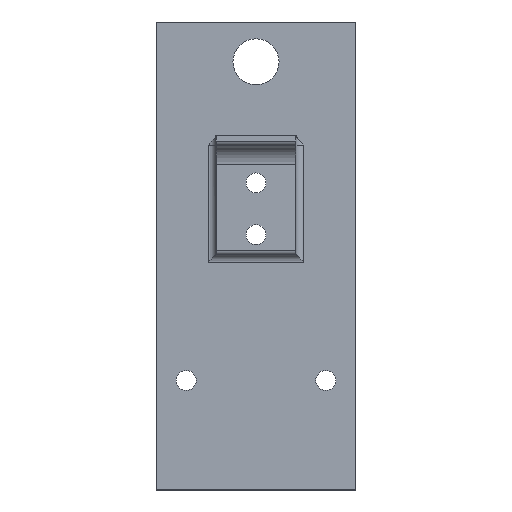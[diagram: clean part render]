
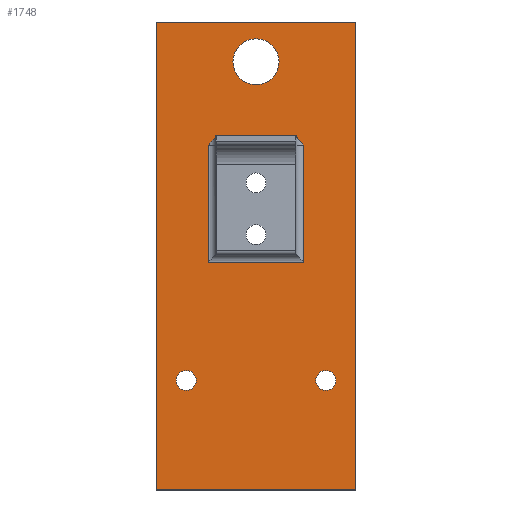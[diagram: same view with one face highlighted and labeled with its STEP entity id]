
A CAD part, left-side view. The second image highlights one B-rep face of the part: STEP entity #1748.
In plain terms, the highlighted planar face has unit normal (-1, 0, 0).
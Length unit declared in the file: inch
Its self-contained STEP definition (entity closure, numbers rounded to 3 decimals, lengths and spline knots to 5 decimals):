
#72 = CARTESIAN_POINT ( 'NONE',  ( -6., -0.375, 1.375 ) ) ;
#106 = CARTESIAN_POINT ( 'NONE',  ( -6., -1.85, 0. ) ) ;
#118 = ORIENTED_EDGE ( 'NONE', *, *, #1181, .T. ) ;
#123 = EDGE_CURVE ( 'NONE', #2724, #3368, #1468, .T. ) ;
#186 = ORIENTED_EDGE ( 'NONE', *, *, #617, .T. ) ;
#269 = EDGE_LOOP ( 'NONE', ( #2935, #1059 ) ) ;
#294 = CARTESIAN_POINT ( 'NONE',  ( -6., 0., 0. ) ) ;
#322 = LINE ( 'NONE', #2794, #1010 ) ;
#327 = VERTEX_POINT ( 'NONE', #2598 ) ;
#396 = ORIENTED_EDGE ( 'NONE', *, *, #3298, .F. ) ;
#425 = PLANE ( 'NONE',  #660 ) ;
#426 = CIRCLE ( 'NONE', #1534, 0.28905 ) ;
#430 = DIRECTION ( 'NONE',  ( 0., 0., -1. ) ) ;
#438 = CIRCLE ( 'NONE', #555, 0.125 ) ;
#451 = ORIENTED_EDGE ( 'NONE', *, *, #3528, .F. ) ;
#478 = FACE_BOUND ( 'NONE', #1110, .T. ) ;
#505 = DIRECTION ( 'NONE',  ( 0., 0., 1. ) ) ;
#530 = CARTESIAN_POINT ( 'NONE',  ( -6., -0.375, 1.25 ) ) ;
#533 = DIRECTION ( 'NONE',  ( 0., 0., 1. ) ) ;
#541 = CARTESIAN_POINT ( 'NONE',  ( -6., -1.25, 5.375 ) ) ;
#555 = AXIS2_PLACEMENT_3D ( 'NONE', #2686, #2979, #505 ) ;
#617 = EDGE_CURVE ( 'NONE', #327, #924, #3444, .T. ) ;
#637 = ORIENTED_EDGE ( 'NONE', *, *, #732, .T. ) ;
#646 = VERTEX_POINT ( 'NONE', #946 ) ;
#655 = ORIENTED_EDGE ( 'NONE', *, *, #1079, .T. ) ;
#660 = AXIS2_PLACEMENT_3D ( 'NONE', #1028, #771, #2117 ) ;
#714 = FACE_OUTER_BOUND ( 'NONE', #719, .T. ) ;
#719 = EDGE_LOOP ( 'NONE', ( #3285, #3240, #3330, #655 ) ) ;
#732 = EDGE_CURVE ( 'NONE', #2245, #2523, #775, .T. ) ;
#739 = DIRECTION ( 'NONE',  ( 0., 0., 1. ) ) ;
#771 = DIRECTION ( 'NONE',  ( -1., 0., 0. ) ) ;
#775 = LINE ( 'NONE', #1884, #2054 ) ;
#892 = ORIENTED_EDGE ( 'NONE', *, *, #123, .F. ) ;
#916 = CARTESIAN_POINT ( 'NONE',  ( -6., -0.65, 4.33 ) ) ;
#924 = VERTEX_POINT ( 'NONE', #3067 ) ;
#927 = VERTEX_POINT ( 'NONE', #2495 ) ;
#946 = CARTESIAN_POINT ( 'NONE',  ( -6., 0., 0. ) ) ;
#1010 = VECTOR ( 'NONE', #2267, 39.37008 ) ;
#1028 = CARTESIAN_POINT ( 'NONE',  ( -6., -2.5, 0. ) ) ;
#1041 = EDGE_CURVE ( 'NONE', #3504, #646, #2708, .T. ) ;
#1046 = FACE_BOUND ( 'NONE', #3033, .T. ) ;
#1059 = ORIENTED_EDGE ( 'NONE', *, *, #2527, .F. ) ;
#1075 = CIRCLE ( 'NONE', #1889, 0.125 ) ;
#1079 = EDGE_CURVE ( 'NONE', #2364, #3037, #2934, .T. ) ;
#1110 = EDGE_LOOP ( 'NONE', ( #396, #892 ) ) ;
#1181 = EDGE_CURVE ( 'NONE', #924, #2245, #322, .T. ) ;
#1193 = EDGE_CURVE ( 'NONE', #1220, #927, #426, .T. ) ;
#1220 = VERTEX_POINT ( 'NONE', #2468 ) ;
#1315 = CARTESIAN_POINT ( 'NONE',  ( -6., -2.5, 0. ) ) ;
#1405 = DIRECTION ( 'NONE',  ( -1., 0., 0. ) ) ;
#1427 = LINE ( 'NONE', #3562, #1795 ) ;
#1468 = CIRCLE ( 'NONE', #3029, 0.125 ) ;
#1483 = DIRECTION ( 'NONE',  ( -1., 0., 0. ) ) ;
#1534 = AXIS2_PLACEMENT_3D ( 'NONE', #541, #3089, #3056 ) ;
#1567 = VECTOR ( 'NONE', #2953, 39.37008 ) ;
#1667 = VERTEX_POINT ( 'NONE', #2889 ) ;
#1748 = ADVANCED_FACE ( 'NONE', ( #3549, #3272, #478, #714, #1046 ), #425, .T. ) ;
#1751 = DIRECTION ( 'NONE',  ( 0., 0., 1. ) ) ;
#1795 = VECTOR ( 'NONE', #3306, 39.37008 ) ;
#1804 = ORIENTED_EDGE ( 'NONE', *, *, #1193, .F. ) ;
#1843 = CARTESIAN_POINT ( 'NONE',  ( -6., -2.5, 0. ) ) ;
#1884 = CARTESIAN_POINT ( 'NONE',  ( -6., -0.65, 4.33 ) ) ;
#1889 = AXIS2_PLACEMENT_3D ( 'NONE', #72, #1483, #739 ) ;
#1924 = CARTESIAN_POINT ( 'NONE',  ( -6., -2.125, 1.25 ) ) ;
#1949 = CARTESIAN_POINT ( 'NONE',  ( -6., -2.125, 1.375 ) ) ;
#2054 = VECTOR ( 'NONE', #2998, 39.37008 ) ;
#2064 = DIRECTION ( 'NONE',  ( -1., 0., 0. ) ) ;
#2114 = CARTESIAN_POINT ( 'NONE',  ( -6., -0.65, 2.8571 ) ) ;
#2117 = DIRECTION ( 'NONE',  ( 0., 0., 1. ) ) ;
#2245 = VERTEX_POINT ( 'NONE', #2114 ) ;
#2267 = DIRECTION ( 'NONE',  ( 0., 1., 0. ) ) ;
#2312 = ORIENTED_EDGE ( 'NONE', *, *, #3518, .F. ) ;
#2364 = VERTEX_POINT ( 'NONE', #3561 ) ;
#2367 = CARTESIAN_POINT ( 'NONE',  ( -6., -2.5, 5.875 ) ) ;
#2385 = LINE ( 'NONE', #1843, #1567 ) ;
#2468 = CARTESIAN_POINT ( 'NONE',  ( -6., -1.25, 5.08595 ) ) ;
#2476 = CARTESIAN_POINT ( 'NONE',  ( -6., -1.25, 5.375 ) ) ;
#2495 = CARTESIAN_POINT ( 'NONE',  ( -6., -1.25, 5.66405 ) ) ;
#2513 = VECTOR ( 'NONE', #3488, 39.37008 ) ;
#2523 = VERTEX_POINT ( 'NONE', #916 ) ;
#2527 = EDGE_CURVE ( 'NONE', #3531, #1667, #1075, .T. ) ;
#2540 = EDGE_CURVE ( 'NONE', #1667, #3531, #438, .T. ) ;
#2598 = CARTESIAN_POINT ( 'NONE',  ( -6., -1.85, 4.33 ) ) ;
#2636 = VECTOR ( 'NONE', #3006, 39.37008 ) ;
#2686 = CARTESIAN_POINT ( 'NONE',  ( -6., -0.375, 1.375 ) ) ;
#2708 = LINE ( 'NONE', #1315, #2636 ) ;
#2724 = VERTEX_POINT ( 'NONE', #1924 ) ;
#2727 = AXIS2_PLACEMENT_3D ( 'NONE', #2476, #1405, #3360 ) ;
#2745 = VECTOR ( 'NONE', #430, 39.37008 ) ;
#2764 = DIRECTION ( 'NONE',  ( -1., 0., 0. ) ) ;
#2789 = LINE ( 'NONE', #294, #2904 ) ;
#2794 = CARTESIAN_POINT ( 'NONE',  ( -6., -0.75, 2.8571 ) ) ;
#2845 = CIRCLE ( 'NONE', #2727, 0.28905 ) ;
#2871 = EDGE_LOOP ( 'NONE', ( #2312, #1804 ) ) ;
#2889 = CARTESIAN_POINT ( 'NONE',  ( -6., -0.375, 1.5 ) ) ;
#2904 = VECTOR ( 'NONE', #533, 39.37008 ) ;
#2909 = AXIS2_PLACEMENT_3D ( 'NONE', #3142, #2064, #1751 ) ;
#2934 = LINE ( 'NONE', #2367, #2513 ) ;
#2935 = ORIENTED_EDGE ( 'NONE', *, *, #2540, .F. ) ;
#2953 = DIRECTION ( 'NONE',  ( 0., 0., 1. ) ) ;
#2979 = DIRECTION ( 'NONE',  ( -1., 0., 0. ) ) ;
#2998 = DIRECTION ( 'NONE',  ( 0., 0., 1. ) ) ;
#3006 = DIRECTION ( 'NONE',  ( 0., 1., 0. ) ) ;
#3022 = CIRCLE ( 'NONE', #2909, 0.125 ) ;
#3029 = AXIS2_PLACEMENT_3D ( 'NONE', #1949, #2764, #3573 ) ;
#3033 = EDGE_LOOP ( 'NONE', ( #637, #451, #186, #118 ) ) ;
#3037 = VERTEX_POINT ( 'NONE', #3296 ) ;
#3056 = DIRECTION ( 'NONE',  ( 0., 0., 1. ) ) ;
#3067 = CARTESIAN_POINT ( 'NONE',  ( -6., -1.85, 2.8571 ) ) ;
#3089 = DIRECTION ( 'NONE',  ( -1., 0., 0. ) ) ;
#3142 = CARTESIAN_POINT ( 'NONE',  ( -6., -2.125, 1.375 ) ) ;
#3185 = EDGE_CURVE ( 'NONE', #646, #3037, #2789, .T. ) ;
#3240 = ORIENTED_EDGE ( 'NONE', *, *, #1041, .F. ) ;
#3272 = FACE_BOUND ( 'NONE', #269, .T. ) ;
#3285 = ORIENTED_EDGE ( 'NONE', *, *, #3185, .F. ) ;
#3296 = CARTESIAN_POINT ( 'NONE',  ( -6., 0., 5.875 ) ) ;
#3298 = EDGE_CURVE ( 'NONE', #3368, #2724, #3022, .T. ) ;
#3306 = DIRECTION ( 'NONE',  ( 0., 1., 0. ) ) ;
#3330 = ORIENTED_EDGE ( 'NONE', *, *, #3445, .T. ) ;
#3360 = DIRECTION ( 'NONE',  ( 0., 0., 1. ) ) ;
#3368 = VERTEX_POINT ( 'NONE', #3492 ) ;
#3444 = LINE ( 'NONE', #106, #2745 ) ;
#3445 = EDGE_CURVE ( 'NONE', #3504, #2364, #2385, .T. ) ;
#3488 = DIRECTION ( 'NONE',  ( 0., 1., 0. ) ) ;
#3492 = CARTESIAN_POINT ( 'NONE',  ( -6., -2.125, 1.5 ) ) ;
#3504 = VERTEX_POINT ( 'NONE', #3616 ) ;
#3518 = EDGE_CURVE ( 'NONE', #927, #1220, #2845, .T. ) ;
#3528 = EDGE_CURVE ( 'NONE', #327, #2523, #1427, .T. ) ;
#3531 = VERTEX_POINT ( 'NONE', #530 ) ;
#3549 = FACE_BOUND ( 'NONE', #2871, .T. ) ;
#3561 = CARTESIAN_POINT ( 'NONE',  ( -6., -2.5, 5.875 ) ) ;
#3562 = CARTESIAN_POINT ( 'NONE',  ( -6., -1.75, 4.33 ) ) ;
#3573 = DIRECTION ( 'NONE',  ( 0., 0., 1. ) ) ;
#3616 = CARTESIAN_POINT ( 'NONE',  ( -6., -2.5, 0. ) ) ;
